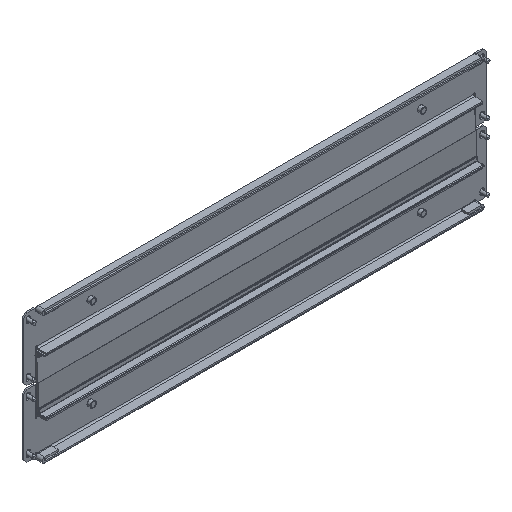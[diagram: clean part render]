
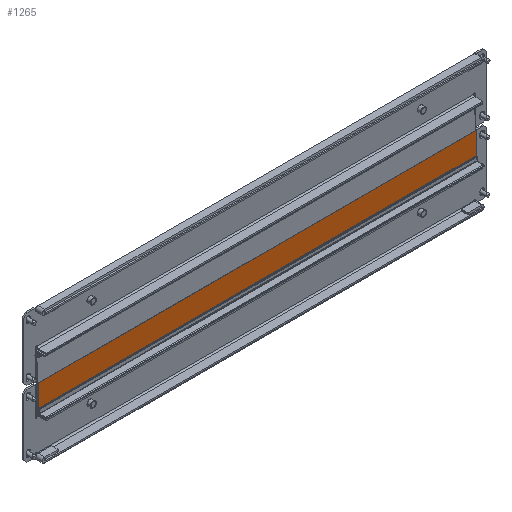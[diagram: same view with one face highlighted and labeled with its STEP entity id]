
A CAD part, isometric view. The second image highlights one B-rep face of the part: STEP entity #1265.
In plain terms, the highlighted face is planar.
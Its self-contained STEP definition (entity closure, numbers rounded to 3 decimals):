
#48 = LINE ( 'NONE', #5705, #4180 ) ;
#269 = LINE ( 'NONE', #4344, #5737 ) ;
#277 = CARTESIAN_POINT ( 'NONE',  ( 37.5, 2., -660. ) ) ;
#352 = VECTOR ( 'NONE', #2154, 1000. ) ;
#851 = ORIENTED_EDGE ( 'NONE', *, *, #5682, .F. ) ;
#1265 = ADVANCED_FACE ( 'NONE', ( #5572 ), #4546, .T. ) ;
#1371 = EDGE_CURVE ( 'NONE', #1991, #3424, #48, .T. ) ;
#1601 = EDGE_CURVE ( 'NONE', #4734, #4103, #269, .T. ) ;
#1900 = CARTESIAN_POINT ( 'NONE',  ( 3.5, 0.9, 0. ) ) ;
#1991 = VERTEX_POINT ( 'NONE', #6487 ) ;
#2154 = DIRECTION ( 'NONE',  ( 0., 0., 1. ) ) ;
#2271 = EDGE_CURVE ( 'NONE', #3424, #4103, #3600, .T. ) ;
#2641 = CARTESIAN_POINT ( 'NONE',  ( 37.5, 2., -660. ) ) ;
#2948 = DIRECTION ( 'NONE',  ( -0.032, 0.999, 0. ) ) ;
#2975 = DIRECTION ( 'NONE',  ( 0., 0., 1. ) ) ;
#2991 = CARTESIAN_POINT ( 'NONE',  ( 3.5, 0.9, -660. ) ) ;
#3103 = DIRECTION ( 'NONE',  ( -0.999, -0.032, 0. ) ) ;
#3175 = AXIS2_PLACEMENT_3D ( 'NONE', #277, #2948, #6752 ) ;
#3424 = VERTEX_POINT ( 'NONE', #2991 ) ;
#3600 = LINE ( 'NONE', #5033, #6236 ) ;
#4103 = VERTEX_POINT ( 'NONE', #1900 ) ;
#4180 = VECTOR ( 'NONE', #3103, 1000. ) ;
#4344 = CARTESIAN_POINT ( 'NONE',  ( 37.5, 2., 0. ) ) ;
#4546 = PLANE ( 'NONE',  #3175 ) ;
#4734 = VERTEX_POINT ( 'NONE', #5594 ) ;
#4748 = ORIENTED_EDGE ( 'NONE', *, *, #2271, .T. ) ;
#4797 = ORIENTED_EDGE ( 'NONE', *, *, #1601, .F. ) ;
#5033 = CARTESIAN_POINT ( 'NONE',  ( 3.5, 0.9, -660. ) ) ;
#5338 = LINE ( 'NONE', #2641, #352 ) ;
#5405 = ORIENTED_EDGE ( 'NONE', *, *, #1371, .T. ) ;
#5572 = FACE_OUTER_BOUND ( 'NONE', #6582, .T. ) ;
#5594 = CARTESIAN_POINT ( 'NONE',  ( 37.5, 2., 0. ) ) ;
#5682 = EDGE_CURVE ( 'NONE', #1991, #4734, #5338, .T. ) ;
#5705 = CARTESIAN_POINT ( 'NONE',  ( 37.5, 2., -660. ) ) ;
#5737 = VECTOR ( 'NONE', #5944, 1000. ) ;
#5944 = DIRECTION ( 'NONE',  ( -0.999, -0.032, 0. ) ) ;
#6236 = VECTOR ( 'NONE', #2975, 1000. ) ;
#6487 = CARTESIAN_POINT ( 'NONE',  ( 37.5, 2., -660. ) ) ;
#6582 = EDGE_LOOP ( 'NONE', ( #4797, #851, #5405, #4748 ) ) ;
#6752 = DIRECTION ( 'NONE',  ( -0.999, -0.032, 0. ) ) ;
